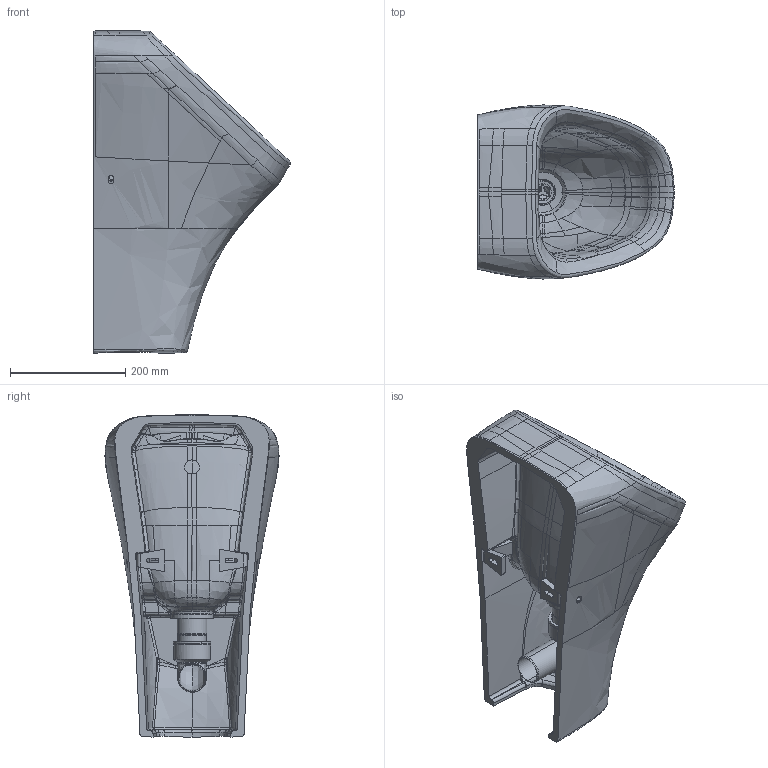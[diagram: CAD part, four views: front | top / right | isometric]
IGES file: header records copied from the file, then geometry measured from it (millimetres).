
Global section: file name: No Iges File Name specified; native system: Autodesk Inventor 2011; preprocessor: AutoDesk Inventor Iges Exporter R2011; author: Administrator; date: 20141104.113604; units: millimetre
Bounding box: 341.1 x 302.18 x 559.91 mm (x, y, z)
Volume: 9651195.4 mm3; surface area: 944549.1 mm2
Topology: 11 solids, 11 shells, 1149 faces, 2916 edges, 1789 vertices
Faces by surface type: bspline 838, plane 115, revolution 105, cylinder 50, cone 22, torus 18, sphere 1
